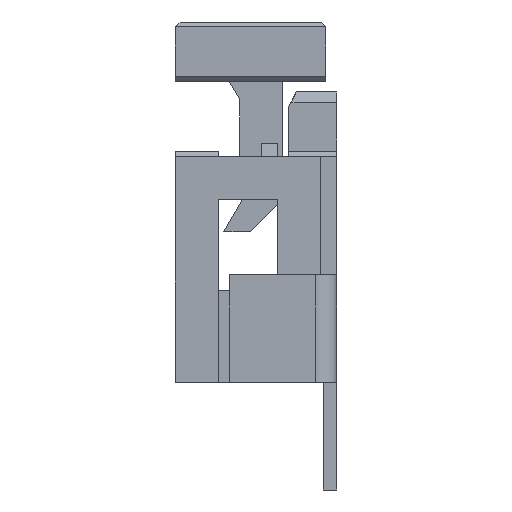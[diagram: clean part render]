
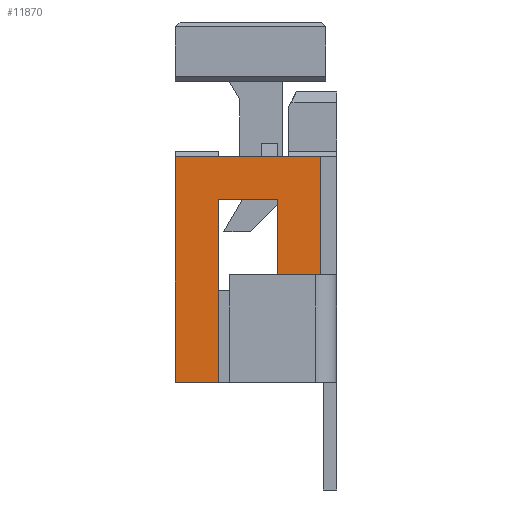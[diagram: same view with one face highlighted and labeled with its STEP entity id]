
A CAD part, left-side view. The second image highlights one B-rep face of the part: STEP entity #11870.
In plain terms, the highlighted planar face has unit normal (-1, 0, 0).
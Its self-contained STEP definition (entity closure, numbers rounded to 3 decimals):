
#1=DIRECTION('',(0.,0.,-1.));
#2=VECTOR('',#1,2.2);
#3=CARTESIAN_POINT('',(-12.5,0.3,4.2));
#4=LINE('',#3,#2);
#5=DIRECTION('',(0.,0.,1.));
#6=VECTOR('',#5,2.);
#7=CARTESIAN_POINT('',(-12.5,0.3,0.));
#8=LINE('',#7,#6);
#9=DIRECTION('',(0.,1.,0.));
#10=VECTOR('',#9,0.8);
#11=CARTESIAN_POINT('',(-12.5,0.3,0.));
#12=LINE('',#11,#10);
#13=DIRECTION('',(0.,0.,1.));
#14=VECTOR('',#13,3.4);
#15=CARTESIAN_POINT('',(-12.5,1.1,0.));
#16=LINE('',#15,#14);
#17=DIRECTION('',(0.,1.,0.));
#18=VECTOR('',#17,1.1);
#19=CARTESIAN_POINT('',(-12.5,1.1,3.4));
#20=LINE('',#19,#18);
#21=DIRECTION('',(0.,0.,-1.));
#22=VECTOR('',#21,3.4);
#23=CARTESIAN_POINT('',(-12.5,2.2,3.4));
#24=LINE('',#23,#22);
#25=DIRECTION('',(0.,1.,0.));
#26=VECTOR('',#25,0.8);
#27=CARTESIAN_POINT('',(-12.5,2.2,0.));
#28=LINE('',#27,#26);
#29=DIRECTION('',(0.,0.,1.));
#30=VECTOR('',#29,4.2);
#31=CARTESIAN_POINT('',(-12.5,3.,0.));
#32=LINE('',#31,#30);
#2509=DIRECTION('',(0.,1.,0.));
#2510=VECTOR('',#2509,2.7);
#2511=CARTESIAN_POINT('',(-12.5,0.3,4.2));
#2512=LINE('',#2511,#2510);
#8971=CARTESIAN_POINT('',(-12.5,1.1,3.4));
#8972=CARTESIAN_POINT('',(-12.5,2.2,3.4));
#8973=VERTEX_POINT('',#8971);
#8974=VERTEX_POINT('',#8972);
#8975=CARTESIAN_POINT('',(-12.5,2.2,0.));
#8976=VERTEX_POINT('',#8975);
#9021=CARTESIAN_POINT('',(-12.5,0.3,4.2));
#9023=VERTEX_POINT('',#9021);
#9025=CARTESIAN_POINT('',(-12.5,3.,4.2));
#9027=VERTEX_POINT('',#9025);
#9029=CARTESIAN_POINT('',(-12.5,3.,0.));
#9030=VERTEX_POINT('',#9029);
#9081=CARTESIAN_POINT('',(-12.5,0.3,2.));
#9082=VERTEX_POINT('',#9081);
#9119=CARTESIAN_POINT('',(-12.5,0.3,0.));
#9120=VERTEX_POINT('',#9119);
#9125=CARTESIAN_POINT('',(-12.5,1.1,0.));
#9126=VERTEX_POINT('',#9125);
#11845=CARTESIAN_POINT('',(-12.5,0.,0.));
#11846=DIRECTION('',(1.,0.,0.));
#11847=DIRECTION('',(0.,0.,-1.));
#11848=AXIS2_PLACEMENT_3D('',#11845,#11846,#11847);
#11849=PLANE('',#11848);
#11851=ORIENTED_EDGE('',*,*,#11850,.T.);
#11853=ORIENTED_EDGE('',*,*,#11852,.F.);
#11855=ORIENTED_EDGE('',*,*,#11854,.T.);
#11857=ORIENTED_EDGE('',*,*,#11856,.T.);
#11859=ORIENTED_EDGE('',*,*,#11858,.T.);
#11861=ORIENTED_EDGE('',*,*,#11860,.T.);
#11863=ORIENTED_EDGE('',*,*,#11862,.T.);
#11865=ORIENTED_EDGE('',*,*,#11864,.T.);
#11867=ORIENTED_EDGE('',*,*,#11866,.F.);
#11868=EDGE_LOOP('',(#11851,#11853,#11855,#11857,#11859,#11861,#11863,#11865,
#11867));
#11869=FACE_OUTER_BOUND('',#11868,.F.);
#11870=ADVANCED_FACE('',(#11869),#11849,.F.);
#11850=EDGE_CURVE('',#9023,#9082,#4,.T.);
#11852=EDGE_CURVE('',#9120,#9082,#8,.T.);
#11854=EDGE_CURVE('',#9120,#9126,#12,.T.);
#11856=EDGE_CURVE('',#9126,#8973,#16,.T.);
#11858=EDGE_CURVE('',#8973,#8974,#20,.T.);
#11860=EDGE_CURVE('',#8974,#8976,#24,.T.);
#11862=EDGE_CURVE('',#8976,#9030,#28,.T.);
#11864=EDGE_CURVE('',#9030,#9027,#32,.T.);
#11866=EDGE_CURVE('',#9023,#9027,#2512,.T.);
